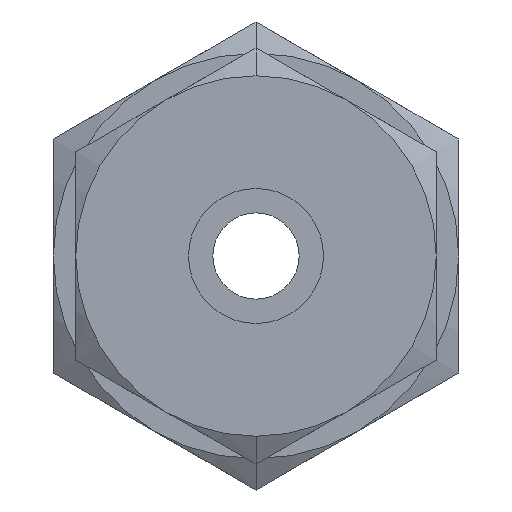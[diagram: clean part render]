
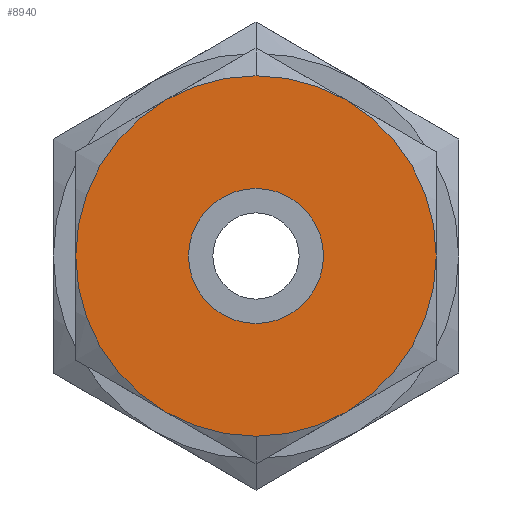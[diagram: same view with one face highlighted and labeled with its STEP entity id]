
A CAD part, left-side view. The second image highlights one B-rep face of the part: STEP entity #8940.
In plain terms, the highlighted planar face has unit normal (-1, 0, 0).
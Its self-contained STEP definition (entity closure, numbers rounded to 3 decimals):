
#143 = AXIS2_PLACEMENT_3D ( 'NONE', #6535, #5200, #5841 ) ;
#172 = CARTESIAN_POINT ( 'NONE',  ( 0., 0., -2.38 ) ) ;
#1105 = DIRECTION ( 'NONE',  ( 1., 0., 0. ) ) ;
#1482 = ORIENTED_EDGE ( 'NONE', *, *, #4456, .T. ) ;
#1628 = EDGE_CURVE ( 'NONE', #7014, #5469, #6170, .T. ) ;
#1747 = DIRECTION ( 'NONE',  ( 1., 0., 0. ) ) ;
#2484 = DIRECTION ( 'NONE',  ( 0., 0., 1. ) ) ;
#2505 = DIRECTION ( 'NONE',  ( 1., 0., 0. ) ) ;
#2624 = DIRECTION ( 'NONE',  ( 0., 0., -1. ) ) ;
#2657 = CARTESIAN_POINT ( 'NONE',  ( 0., 0., 6.35 ) ) ;
#2865 = EDGE_LOOP ( 'NONE', ( #6933, #5856 ) ) ;
#3104 = EDGE_CURVE ( 'NONE', #5469, #7014, #7892, .T. ) ;
#3457 = EDGE_CURVE ( 'NONE', #5269, #6416, #6403, .T. ) ;
#4392 = ORIENTED_EDGE ( 'NONE', *, *, #3457, .T. ) ;
#4456 = EDGE_CURVE ( 'NONE', #6416, #5269, #9131, .T. ) ;
#4482 = AXIS2_PLACEMENT_3D ( 'NONE', #4634, #7497, #5606 ) ;
#4634 = CARTESIAN_POINT ( 'NONE',  ( 0., 0., 3.175 ) ) ;
#5200 = DIRECTION ( 'NONE',  ( 1., 0., 0. ) ) ;
#5216 = CARTESIAN_POINT ( 'NONE',  ( 0., 0., 2.38 ) ) ;
#5269 = VERTEX_POINT ( 'NONE', #172 ) ;
#5469 = VERTEX_POINT ( 'NONE', #7085 ) ;
#5606 = DIRECTION ( 'NONE',  ( 0., 0., 1. ) ) ;
#5841 = DIRECTION ( 'NONE',  ( 0., 0., 1. ) ) ;
#5856 = ORIENTED_EDGE ( 'NONE', *, *, #3104, .F. ) ;
#6038 = CARTESIAN_POINT ( 'NONE',  ( 0., 0., 0. ) ) ;
#6170 = CIRCLE ( 'NONE', #6472, 6.35 ) ;
#6403 = CIRCLE ( 'NONE', #9070, 2.38 ) ;
#6416 = VERTEX_POINT ( 'NONE', #5216 ) ;
#6472 = AXIS2_PLACEMENT_3D ( 'NONE', #8077, #1747, #2484 ) ;
#6535 = CARTESIAN_POINT ( 'NONE',  ( 0., 0., 0. ) ) ;
#6889 = EDGE_LOOP ( 'NONE', ( #4392, #1482 ) ) ;
#6933 = ORIENTED_EDGE ( 'NONE', *, *, #1628, .F. ) ;
#7014 = VERTEX_POINT ( 'NONE', #2657 ) ;
#7085 = CARTESIAN_POINT ( 'NONE',  ( 0., 0., -6.35 ) ) ;
#7395 = DIRECTION ( 'NONE',  ( 0., 0., -1. ) ) ;
#7405 = FACE_BOUND ( 'NONE', #6889, .T. ) ;
#7497 = DIRECTION ( 'NONE',  ( -1., 0., 0. ) ) ;
#7534 = CARTESIAN_POINT ( 'NONE',  ( 0., 0., 0. ) ) ;
#7892 = CIRCLE ( 'NONE', #8033, 6.35 ) ;
#8033 = AXIS2_PLACEMENT_3D ( 'NONE', #7534, #2505, #7395 ) ;
#8077 = CARTESIAN_POINT ( 'NONE',  ( 0., 0., 0. ) ) ;
#8145 = FACE_OUTER_BOUND ( 'NONE', #2865, .T. ) ;
#8889 = PLANE ( 'NONE',  #4482 ) ;
#8940 = ADVANCED_FACE ( 'NONE', ( #7405, #8145 ), #8889, .T. ) ;
#9070 = AXIS2_PLACEMENT_3D ( 'NONE', #6038, #1105, #2624 ) ;
#9131 = CIRCLE ( 'NONE', #143, 2.38 ) ;
